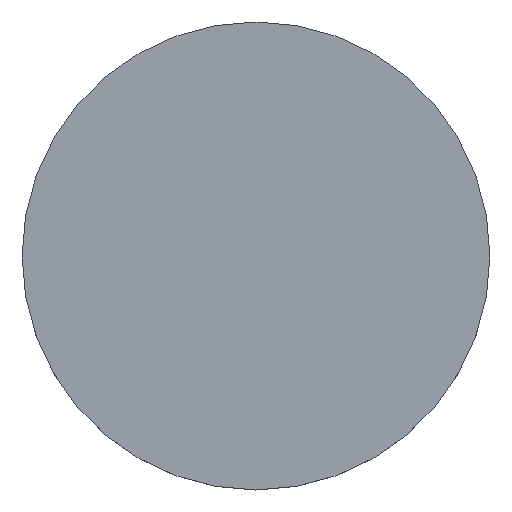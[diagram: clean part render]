
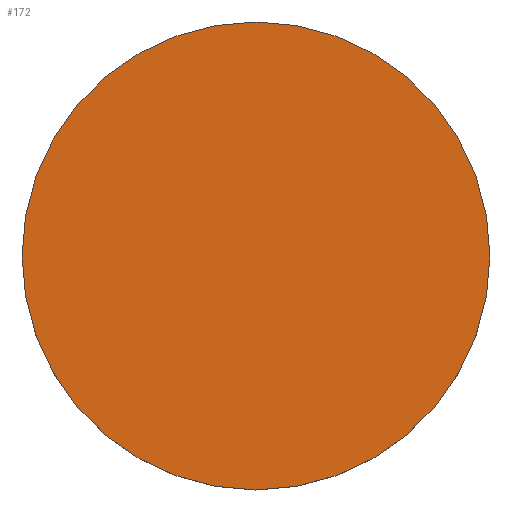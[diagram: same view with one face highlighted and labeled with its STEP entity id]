
A CAD part, top view. The second image highlights one B-rep face of the part: STEP entity #172.
In plain terms, the highlighted planar face has unit normal (0, 0, 1).
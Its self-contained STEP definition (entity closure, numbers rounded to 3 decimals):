
#25 = CARTESIAN_POINT ( 'NONE',  ( 0., 0., 6. ) ) ;
#27 = ORIENTED_EDGE ( 'NONE', *, *, #231, .F. ) ;
#37 = AXIS2_PLACEMENT_3D ( 'NONE', #25, #81, #142 ) ;
#49 = ORIENTED_EDGE ( 'NONE', *, *, #166, .F. ) ;
#52 = CIRCLE ( 'NONE', #120, 25.4 ) ;
#64 = VERTEX_POINT ( 'NONE', #72 ) ;
#72 = CARTESIAN_POINT ( 'NONE',  ( 25.4, 0., 6. ) ) ;
#77 = CIRCLE ( 'NONE', #37, 25.4 ) ;
#79 = CARTESIAN_POINT ( 'NONE',  ( -25.4, 0., 6. ) ) ;
#81 = DIRECTION ( 'NONE',  ( 0., 0., -1. ) ) ;
#92 = CARTESIAN_POINT ( 'NONE',  ( 0., 52.02, 6. ) ) ;
#108 = CARTESIAN_POINT ( 'NONE',  ( 0., 0., 6. ) ) ;
#120 = AXIS2_PLACEMENT_3D ( 'NONE', #108, #153, #174 ) ;
#125 = DIRECTION ( 'NONE',  ( 0., 0., 1. ) ) ;
#126 = FACE_OUTER_BOUND ( 'NONE', #233, .T. ) ;
#142 = DIRECTION ( 'NONE',  ( 1., 0., 0. ) ) ;
#145 = AXIS2_PLACEMENT_3D ( 'NONE', #92, #125, #156 ) ;
#153 = DIRECTION ( 'NONE',  ( 0., 0., -1. ) ) ;
#156 = DIRECTION ( 'NONE',  ( 1., 0., 0. ) ) ;
#166 = EDGE_CURVE ( 'NONE', #64, #205, #52, .T. ) ;
#172 = ADVANCED_FACE ( 'NONE', ( #126 ), #217, .T. ) ;
#174 = DIRECTION ( 'NONE',  ( 1., 0., 0. ) ) ;
#205 = VERTEX_POINT ( 'NONE', #79 ) ;
#217 = PLANE ( 'NONE',  #145 ) ;
#231 = EDGE_CURVE ( 'NONE', #205, #64, #77, .T. ) ;
#233 = EDGE_LOOP ( 'NONE', ( #49, #27 ) ) ;
